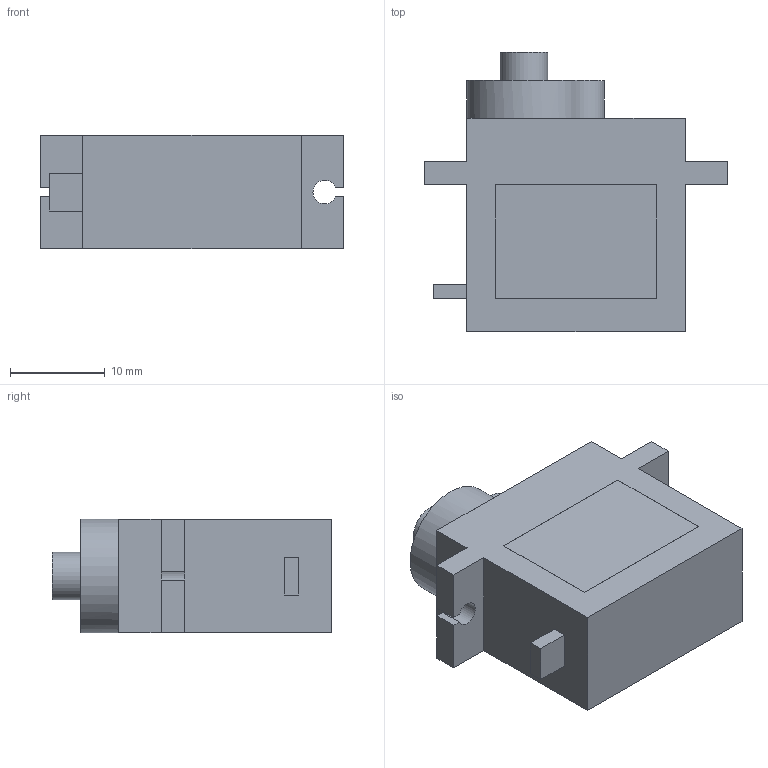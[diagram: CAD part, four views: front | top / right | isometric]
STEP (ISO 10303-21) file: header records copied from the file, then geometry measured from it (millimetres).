
FILE_DESCRIPTION(/* description */ (''),/* implementation_level */ '2;1');
FILE_NAME(/* name */ 'Micro Servo 9g v2.step',/* time_stamp */ '2022-02-01T16:37:32+00:00',/* author */ (''),/* organization */ (''),/* preprocessor_version */ 'ST-DEVELOPER v18.1',/* originating_system */ 'Autodesk Translation Framework v10.10.0.1391',/* authorisation */ '');
FILE_SCHEMA (('AUTOMOTIVE_DESIGN { 1 0 10303 214 3 1 1 }'));
Length unit declared in the file: millimetre
Products named in the file (1): Micro Servo 9g
Bounding box: 32 x 29.5 x 12.01 mm (x, y, z)
Volume: 7028.6 mm3; surface area: 3114.6 mm2
Topology: 4 solids, 4 shells, 42 faces, 99 edges, 65 vertices
Faces by surface type: plane 37, cylinder 5
Full cylindrical faces by diameter (mm): 5 x1
Entity records: 1250 total; most frequent: CARTESIAN_POINT 207, ORIENTED_EDGE 198, DIRECTION 198, EDGE_CURVE 99, LINE 86, VECTOR 86, VERTEX_POINT 65, AXIS2_PLACEMENT_3D 56
